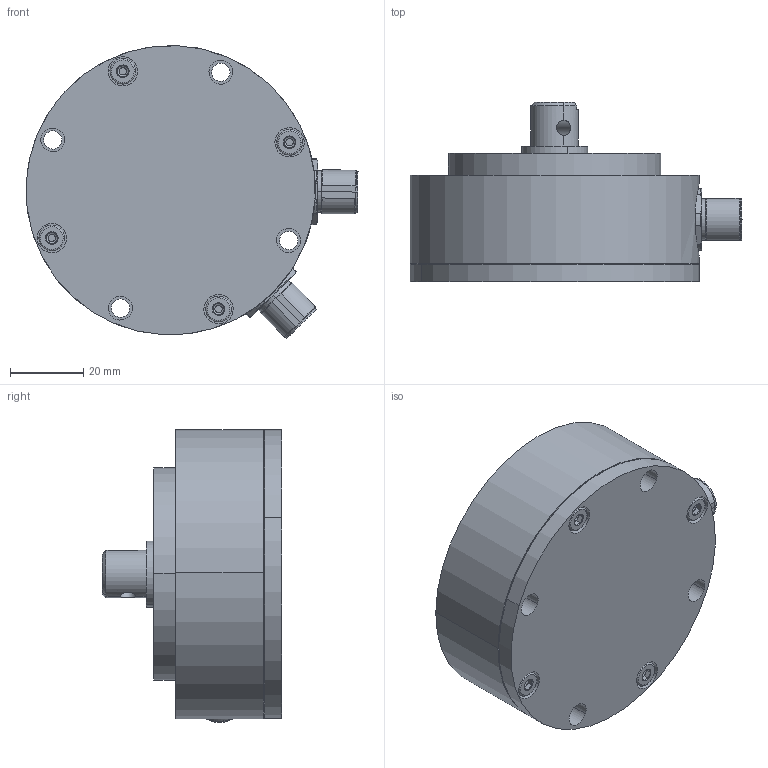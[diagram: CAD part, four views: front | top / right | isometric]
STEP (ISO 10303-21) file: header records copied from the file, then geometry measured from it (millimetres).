
FILE_DESCRIPTION (( 'STEP AP214' ), '1' );
FILE_NAME ('IPX-7911-_ _ _-_ _ _-651.STEP', '2017-09-14T07:32:45', ( 'dummy' ), ( 'Microsoft' ), 'SwSTEP 2.0', 'SolidWorks 2014', '' );
FILE_SCHEMA (( 'AUTOMOTIVE_DESIGN' ));
Length unit declared in the file: millimetre
Products named in the file (1): IPX-7911-_ _ _-_ _ _-651
Bounding box: 90.65 x 49 x 79.98 mm (x, y, z)
Surface area: 26637.5 mm2 (no closed solid volume)
Topology: 0 solids, 17 shells, 276 faces, 747 edges, 474 vertices
Faces by surface type: cylinder 104, plane 86, cone 62, torus 24
Entity records: 12219 total; most frequent: CARTESIAN_POINT 2164, DIRECTION 1603, ORIENTED_EDGE 1281, EDGE_CURVE 747, AXIS2_PLACEMENT_3D 671, VERTEX_POINT 474, CIRCLE 394, EDGE_LOOP 320
